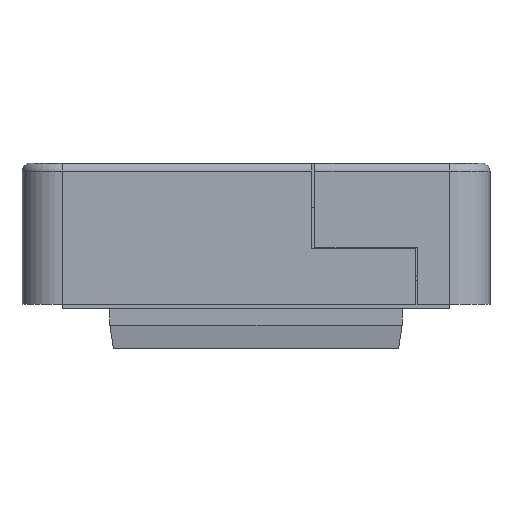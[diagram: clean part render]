
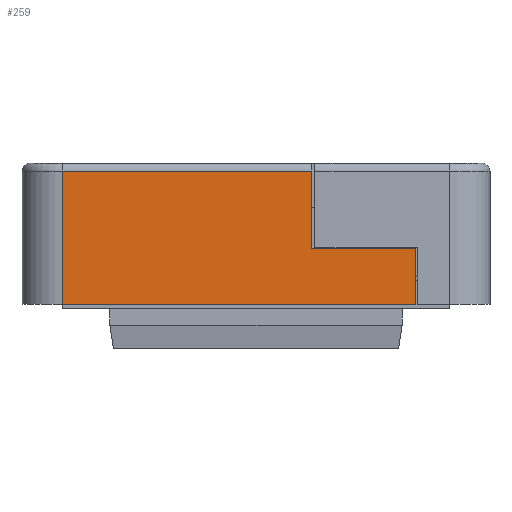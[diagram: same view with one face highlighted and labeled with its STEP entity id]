
A CAD part, left-side view. The second image highlights one B-rep face of the part: STEP entity #259.
In plain terms, the highlighted face is planar.
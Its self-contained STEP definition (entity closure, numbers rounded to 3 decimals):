
#259 = ADVANCED_FACE( '', ( #530 ), #531, .T. );
#530 = FACE_OUTER_BOUND( '', #896, .T. );
#531 = PLANE( '', #897 );
#896 = EDGE_LOOP( '', ( #1821, #1822, #1823, #1824, #1825, #1826 ) );
#897 = AXIS2_PLACEMENT_3D( '', #1827, #1828, #1829 );
#1821 = ORIENTED_EDGE( '', *, *, #2461, .F. );
#1822 = ORIENTED_EDGE( '', *, *, #2455, .F. );
#1823 = ORIENTED_EDGE( '', *, *, #2363, .T. );
#1824 = ORIENTED_EDGE( '', *, *, #2502, .F. );
#1825 = ORIENTED_EDGE( '', *, *, #2433, .T. );
#1826 = ORIENTED_EDGE( '', *, *, #2224, .T. );
#1827 = CARTESIAN_POINT( '', ( 60.5, -29., -23. ) );
#1828 = DIRECTION( '', ( 1., 0., 0. ) );
#1829 = DIRECTION( '', ( 0., 0., -1. ) );
#2224 = EDGE_CURVE( '', #2601, #2599, #2602, .T. );
#2363 = EDGE_CURVE( '', #2856, #2854, #2857, .T. );
#2433 = EDGE_CURVE( '', #2970, #2601, #2971, .T. );
#2455 = EDGE_CURVE( '', #2856, #3003, #3004, .T. );
#2461 = EDGE_CURVE( '', #3003, #2599, #3011, .T. );
#2502 = EDGE_CURVE( '', #2970, #2854, #3067, .T. );
#2599 = VERTEX_POINT( '', #3224 );
#2601 = VERTEX_POINT( '', #3227 );
#2602 = LINE( '', #3228, #3229 );
#2854 = VERTEX_POINT( '', #3564 );
#2856 = VERTEX_POINT( '', #3566 );
#2857 = LINE( '', #3567, #3568 );
#2970 = VERTEX_POINT( '', #3727 );
#2971 = LINE( '', #3728, #3729 );
#3003 = VERTEX_POINT( '', #3780 );
#3004 = LINE( '', #3781, #3782 );
#3011 = LINE( '', #3794, #3795 );
#3067 = LINE( '', #3886, #3887 );
#3224 = CARTESIAN_POINT( '', ( 60.5, -19.8, -5.5 ) );
#3227 = CARTESIAN_POINT( '', ( 60.5, 24., -5.5 ) );
#3228 = CARTESIAN_POINT( '', ( 60.5, 60.5, -5.5 ) );
#3229 = VECTOR( '', #4092, 1000. );
#3564 = CARTESIAN_POINT( '', ( 60.5, -6.9, -22. ) );
#3566 = CARTESIAN_POINT( '', ( 60.5, -6.9, -12.45 ) );
#3567 = CARTESIAN_POINT( '', ( 60.5, -6.9, -17.5 ) );
#3568 = VECTOR( '', #4341, 1000. );
#3727 = CARTESIAN_POINT( '', ( 60.5, 24., -22. ) );
#3728 = CARTESIAN_POINT( '', ( 60.5, 24., -22. ) );
#3729 = VECTOR( '', #4457, 1000. );
#3780 = CARTESIAN_POINT( '', ( 60.5, -19.8, -12.45 ) );
#3781 = CARTESIAN_POINT( '', ( 60.5, -6.9, -12.45 ) );
#3782 = VECTOR( '', #4483, 1000. );
#3794 = CARTESIAN_POINT( '', ( 60.5, -19.8, -12.45 ) );
#3795 = VECTOR( '', #4489, 1000. );
#3886 = CARTESIAN_POINT( '', ( 60.5, 60.5, -22. ) );
#3887 = VECTOR( '', #4540, 1000. );
#4092 = DIRECTION( '', ( 0., -1., 0. ) );
#4341 = DIRECTION( '', ( 0., 0., -1. ) );
#4457 = DIRECTION( '', ( 0., 0., 1. ) );
#4483 = DIRECTION( '', ( 0., -1., 0. ) );
#4489 = DIRECTION( '', ( 0., 0., 1. ) );
#4540 = DIRECTION( '', ( 0., -1., 0. ) );
